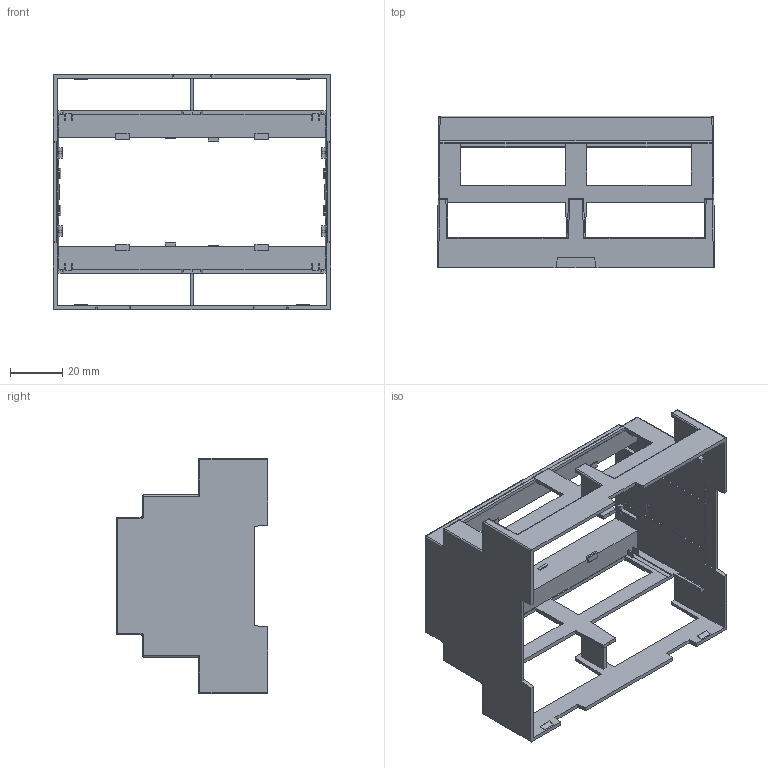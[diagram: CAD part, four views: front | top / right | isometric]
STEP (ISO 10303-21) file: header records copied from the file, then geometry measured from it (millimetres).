
FILE_DESCRIPTION(/* description */ (''),/* implementation_level */ '2;1');
FILE_NAME(/* name */ 'CNMB6_Base.stp',/* time_stamp */ '2023-04-05T13:47:56+06:00',/* author */ ('danil'),/* organization */ (''),/* preprocessor_version */ 'ST-DEVELOPER v18.1',/* originating_system */ 'Autodesk Inventor 2022',/* authorisation */ '');
FILE_SCHEMA (('AUTOMOTIVE_DESIGN { 1 0 10303 214 3 1 1 }'));
Length unit declared in the file: millimetre
Products named in the file (2): CamdenBoss - CNMB 6-2; CamdenBoss - CNMB 6-2 (Main Frame)
Assembly tree (1 placements, depth 2):
  CamdenBoss - CNMB 6-2
    CamdenBoss - CNMB 6-2 (Main Frame)
Bounding box: 106 x 58 x 90 mm (x, y, z)
Volume: 25426.3 mm3; surface area: 37597.5 mm2
Topology: 1 solids, 1 shells, 415 faces, 1152 edges, 728 vertices
Faces by surface type: plane 329, cylinder 62, sphere 20, bspline 4
Entity records: 13005 total; most frequent: CARTESIAN_POINT 2366, ORIENTED_EDGE 2264, DIRECTION 2072, EDGE_CURVE 1132, LINE 1012, VECTOR 1012, VERTEX_POINT 728, AXIS2_PLACEMENT_3D 530
